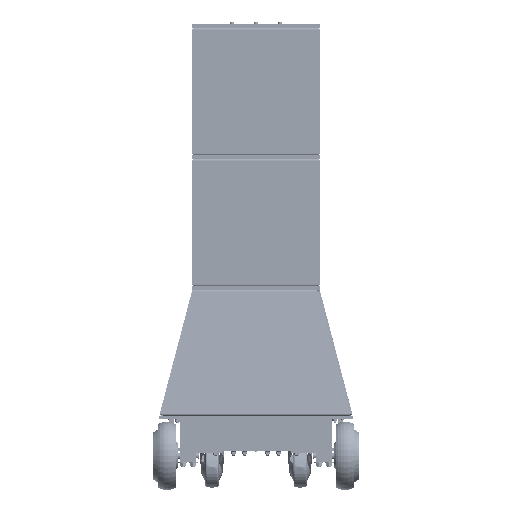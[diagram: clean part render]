
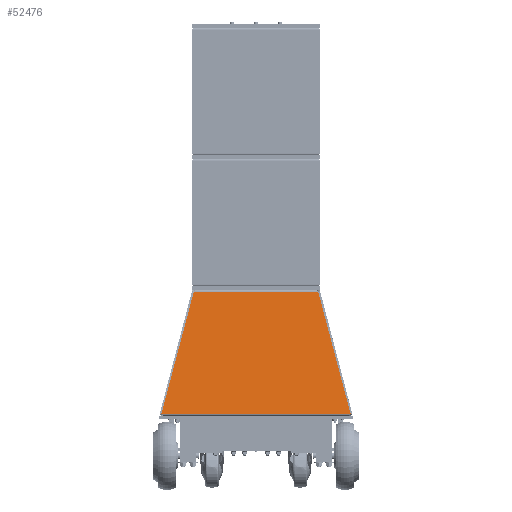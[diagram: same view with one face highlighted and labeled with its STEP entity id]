
A CAD part, front view. The second image highlights one B-rep face of the part: STEP entity #52476.
In plain terms, the highlighted face is planar.
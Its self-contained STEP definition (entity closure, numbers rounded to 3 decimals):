
#51728=DIRECTION('',(1.,0.,0.));
#51729=VECTOR('',#51728,0.773);
#51730=CARTESIAN_POINT('',(-151.021,-296.281,
-46.587));
#51731=LINE('',#51730,#51729);
#51732=DIRECTION('',(0.254,-0.956,-0.148));
#51733=VECTOR('',#51732,309.149);
#51734=CARTESIAN_POINT('',(-229.47,-0.764,
-0.891));
#51735=LINE('',#51734,#51733);
#51736=DIRECTION('',(0.254,0.956,0.148));
#51737=VECTOR('',#51736,309.149);
#51738=CARTESIAN_POINT('',(151.021,-296.281,
-46.587));
#51739=LINE('',#51738,#51737);
#51740=DIRECTION('',(1.,0.,0.));
#51741=VECTOR('',#51740,0.773);
#51742=CARTESIAN_POINT('',(150.248,-296.281,
-46.587));
#51743=LINE('',#51742,#51741);
#51744=DIRECTION('',(0.,-0.988,-0.153));
#51745=VECTOR('',#51744,0.773);
#51746=CARTESIAN_POINT('',(150.248,-296.281,
-46.587));
#51747=LINE('',#51746,#51745);
#51748=DIRECTION('',(0.,0.988,0.153));
#51749=VECTOR('',#51748,0.773);
#51750=CARTESIAN_POINT('',(-150.248,-297.045,
-46.705));
#51751=LINE('',#51750,#51749);
#51772=DIRECTION('',(-1.,0.,0.));
#51773=VECTOR('',#51772,458.94);
#51774=CARTESIAN_POINT('',(229.47,-0.764,
-0.891));
#51775=LINE('',#51774,#51773);
#51812=CARTESIAN_POINT('',(-150.248,-297.045,
-46.705));
#51814=DIRECTION('',(-1.,0.,0.));
#51815=VECTOR('',#51814,300.496);
#51816=CARTESIAN_POINT('',(150.248,-297.045,
-46.705));
#51817=LINE('',#51816,#51815);
#51824=CARTESIAN_POINT('',(150.248,-297.045,
-46.705));
#51904=CARTESIAN_POINT('',(-229.47,-0.764,
-0.891));
#51905=CARTESIAN_POINT('',(-151.021,-296.281,
-46.587));
#51906=VERTEX_POINT('',#51904);
#51907=VERTEX_POINT('',#51905);
#51908=CARTESIAN_POINT('',(151.021,-296.281,
-46.587));
#51909=CARTESIAN_POINT('',(229.47,-0.764,
-0.891));
#51910=VERTEX_POINT('',#51908);
#51911=VERTEX_POINT('',#51909);
#51934=VERTEX_POINT('',#51812);
#51935=VERTEX_POINT('',#51824);
#51948=CARTESIAN_POINT('',(150.248,-296.281,
-46.587));
#51949=VERTEX_POINT('',#51948);
#51976=CARTESIAN_POINT('',(-150.248,-296.281,
-46.587));
#51977=VERTEX_POINT('',#51976);
#52454=CARTESIAN_POINT('',(-231.,5.,0.));
#52455=DIRECTION('',(0.,-0.153,0.988));
#52456=DIRECTION('',(-1.,0.,0.));
#52457=AXIS2_PLACEMENT_3D('',#52454,#52455,#52456);
#52458=PLANE('',#52457);
#52460=ORIENTED_EDGE('',*,*,#52459,.F.);
#52462=ORIENTED_EDGE('',*,*,#52461,.F.);
#52464=ORIENTED_EDGE('',*,*,#52463,.F.);
#52466=ORIENTED_EDGE('',*,*,#52465,.F.);
#52468=ORIENTED_EDGE('',*,*,#52467,.F.);
#52470=ORIENTED_EDGE('',*,*,#52469,.T.);
#52472=ORIENTED_EDGE('',*,*,#52471,.T.);
#52473=ORIENTED_EDGE('',*,*,#52445,.T.);
#52474=EDGE_LOOP('',(#52460,#52462,#52464,#52466,#52468,#52470,#52472,#52473));
#52475=FACE_OUTER_BOUND('',#52474,.F.);
#52476=ADVANCED_FACE('',(#52475),#52458,.T.);
#52445=EDGE_CURVE('',#51934,#51977,#51751,.T.);
#52459=EDGE_CURVE('',#51907,#51977,#51731,.T.);
#52461=EDGE_CURVE('',#51906,#51907,#51735,.T.);
#52463=EDGE_CURVE('',#51911,#51906,#51775,.T.);
#52465=EDGE_CURVE('',#51910,#51911,#51739,.T.);
#52467=EDGE_CURVE('',#51949,#51910,#51743,.T.);
#52469=EDGE_CURVE('',#51949,#51935,#51747,.T.);
#52471=EDGE_CURVE('',#51935,#51934,#51817,.T.);
